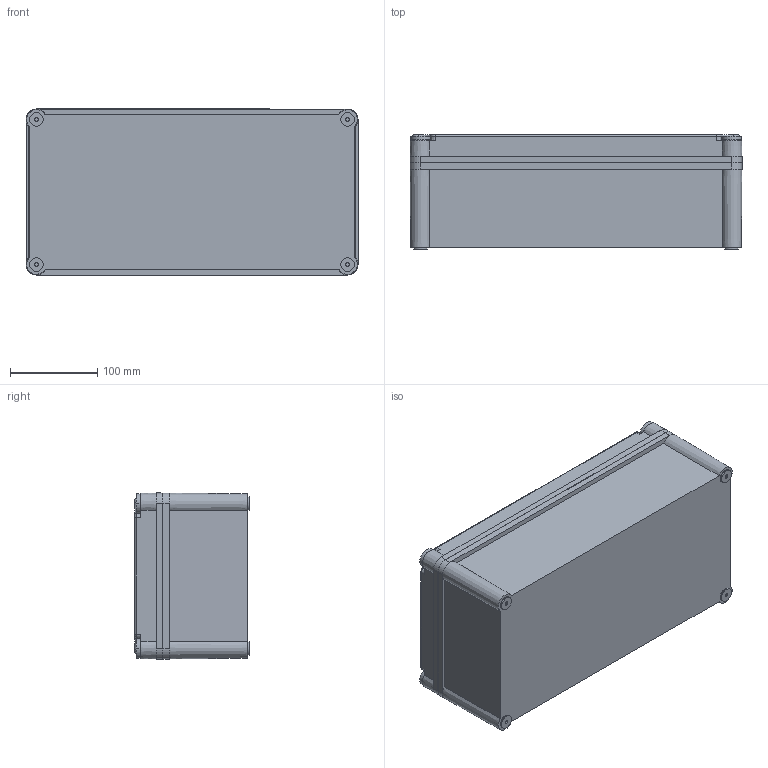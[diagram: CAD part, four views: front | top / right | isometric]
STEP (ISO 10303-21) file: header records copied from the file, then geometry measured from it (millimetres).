
FILE_DESCRIPTION((''),'2;1');
FILE_NAME('B65_ASM_8_ASM','2025-09-20T17:05:35',('beauty.ye'),(''),'CREO PARAMETRIC BY PTC INC, 2024401','CREO PARAMETRIC BY PTC INC, 2024401','');
FILE_SCHEMA(('CONFIG_CONTROL_DESIGN'));
Length unit declared in the file: millimetre
Products named in the file (1): B65_ASM_8_ASM
Bounding box: 380 x 131 x 190 mm (x, y, z)
Volume: 8371547.7 mm3; surface area: 707678.3 mm2
Topology: 5 solids, 5 shells, 456 faces, 1265 edges, 846 vertices
Faces by surface type: plane 206, cylinder 158, cone 48, torus 36, bspline 8
Entity records: 15421 total; most frequent: CARTESIAN_POINT 3197, DIRECTION 2681, ORIENTED_EDGE 2530, EDGE_CURVE 1265, AXIS2_PLACEMENT_3D 1036, VERTEX_POINT 846, VECTOR 609, LINE 609
